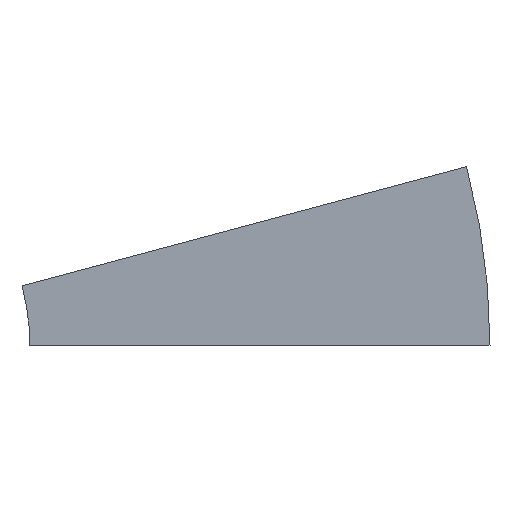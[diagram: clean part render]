
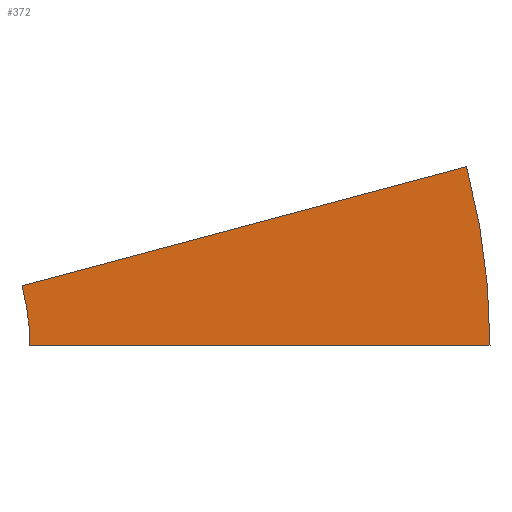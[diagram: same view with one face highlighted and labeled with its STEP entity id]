
A CAD part, top view. The second image highlights one B-rep face of the part: STEP entity #372.
In plain terms, the highlighted planar face has unit normal (0, 0, 1).
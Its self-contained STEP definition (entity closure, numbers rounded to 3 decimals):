
#46 = VERTEX_POINT('',#47);
#47 = CARTESIAN_POINT('',(0.05,0.,0.01));
#54 = PLANE('',#55);
#55 = AXIS2_PLACEMENT_3D('',#56,#57,#58);
#56 = CARTESIAN_POINT('',(0.05,0.,0.));
#57 = DIRECTION('',(0.,1.,0.));
#58 = DIRECTION('',(1.,0.,0.));
#66 = CYLINDRICAL_SURFACE('',#67,0.05);
#67 = AXIS2_PLACEMENT_3D('',#68,#69,#70);
#68 = CARTESIAN_POINT('',(0.,0.,0.));
#69 = DIRECTION('',(0.,-0.,-1.));
#70 = DIRECTION('',(1.,0.,-0.));
#78 = EDGE_CURVE('',#46,#79,#81,.T.);
#79 = VERTEX_POINT('',#80);
#80 = CARTESIAN_POINT('',(0.15,0.,0.01));
#81 = SURFACE_CURVE('',#82,(#86,#93),.PCURVE_S1.);
#82 = LINE('',#83,#84);
#83 = CARTESIAN_POINT('',(0.05,0.,0.01));
#84 = VECTOR('',#85,1.);
#85 = DIRECTION('',(1.,0.,0.));
#86 = PCURVE('',#54,#87);
#87 = DEFINITIONAL_REPRESENTATION('',(#88),#92);
#88 = LINE('',#89,#90);
#89 = CARTESIAN_POINT('',(0.,-0.01));
#90 = VECTOR('',#91,1.);
#91 = DIRECTION('',(1.,0.));
#92 = ( GEOMETRIC_REPRESENTATION_CONTEXT(2) 
PARAMETRIC_REPRESENTATION_CONTEXT() REPRESENTATION_CONTEXT('2D SPACE',''
  ) );
#93 = PCURVE('',#94,#99);
#94 = PLANE('',#95);
#95 = AXIS2_PLACEMENT_3D('',#96,#97,#98);
#96 = CARTESIAN_POINT('',(0.104,0.014,0.01));
#97 = DIRECTION('',(0.,0.,1.));
#98 = DIRECTION('',(1.,0.,-0.));
#99 = DEFINITIONAL_REPRESENTATION('',(#100),#104);
#100 = LINE('',#101,#102);
#101 = CARTESIAN_POINT('',(-0.054,-0.014));
#102 = VECTOR('',#103,1.);
#103 = DIRECTION('',(1.,0.));
#104 = ( GEOMETRIC_REPRESENTATION_CONTEXT(2) 
PARAMETRIC_REPRESENTATION_CONTEXT() REPRESENTATION_CONTEXT('2D SPACE',''
  ) );
#122 = CYLINDRICAL_SURFACE('',#123,0.15);
#123 = AXIS2_PLACEMENT_3D('',#124,#125,#126);
#124 = CARTESIAN_POINT('',(0.,0.,0.));
#125 = DIRECTION('',(-0.,0.,-1.));
#126 = DIRECTION('',(-1.,0.,0.));
#164 = EDGE_CURVE('',#79,#165,#167,.T.);
#165 = VERTEX_POINT('',#166);
#166 = CARTESIAN_POINT('',(0.145,0.039,0.01));
#167 = SURFACE_CURVE('',#168,(#173,#180),.PCURVE_S1.);
#168 = CIRCLE('',#169,0.15);
#169 = AXIS2_PLACEMENT_3D('',#170,#171,#172);
#170 = CARTESIAN_POINT('',(0.,0.,0.01));
#171 = DIRECTION('',(0.,-0.,1.));
#172 = DIRECTION('',(-1.,0.,0.));
#173 = PCURVE('',#122,#174);
#174 = DEFINITIONAL_REPRESENTATION('',(#175),#179);
#175 = LINE('',#176,#177);
#176 = CARTESIAN_POINT('',(-0.,-0.01));
#177 = VECTOR('',#178,1.);
#178 = DIRECTION('',(-1.,0.));
#179 = ( GEOMETRIC_REPRESENTATION_CONTEXT(2) 
PARAMETRIC_REPRESENTATION_CONTEXT() REPRESENTATION_CONTEXT('2D SPACE',''
  ) );
#180 = PCURVE('',#94,#181);
#181 = DEFINITIONAL_REPRESENTATION('',(#182),#186);
#182 = CIRCLE('',#183,0.15);
#183 = AXIS2_PLACEMENT_2D('',#184,#185);
#184 = CARTESIAN_POINT('',(-0.104,-0.014));
#185 = DIRECTION('',(-1.,0.));
#186 = ( GEOMETRIC_REPRESENTATION_CONTEXT(2) 
PARAMETRIC_REPRESENTATION_CONTEXT() REPRESENTATION_CONTEXT('2D SPACE',''
  ) );
#204 = PLANE('',#205);
#205 = AXIS2_PLACEMENT_3D('',#206,#207,#208);
#206 = CARTESIAN_POINT('',(0.145,0.039,0.));
#207 = DIRECTION('',(0.259,-0.966,0.));
#208 = DIRECTION('',(-0.966,-0.259,0.));
#242 = EDGE_CURVE('',#165,#243,#245,.T.);
#243 = VERTEX_POINT('',#244);
#244 = CARTESIAN_POINT('',(0.048,0.013,0.01)
  );
#245 = SURFACE_CURVE('',#246,(#250,#257),.PCURVE_S1.);
#246 = LINE('',#247,#248);
#247 = CARTESIAN_POINT('',(0.145,0.039,0.01));
#248 = VECTOR('',#249,1.);
#249 = DIRECTION('',(-0.966,-0.259,0.));
#250 = PCURVE('',#204,#251);
#251 = DEFINITIONAL_REPRESENTATION('',(#252),#256);
#252 = LINE('',#253,#254);
#253 = CARTESIAN_POINT('',(0.,-0.01));
#254 = VECTOR('',#255,1.);
#255 = DIRECTION('',(1.,0.));
#256 = ( GEOMETRIC_REPRESENTATION_CONTEXT(2) 
PARAMETRIC_REPRESENTATION_CONTEXT() REPRESENTATION_CONTEXT('2D SPACE',''
  ) );
#257 = PCURVE('',#94,#258);
#258 = DEFINITIONAL_REPRESENTATION('',(#259),#263);
#259 = LINE('',#260,#261);
#260 = CARTESIAN_POINT('',(0.041,0.025));
#261 = VECTOR('',#262,1.);
#262 = DIRECTION('',(-0.966,-0.259));
#263 = ( GEOMETRIC_REPRESENTATION_CONTEXT(2) 
PARAMETRIC_REPRESENTATION_CONTEXT() REPRESENTATION_CONTEXT('2D SPACE',''
  ) );
#313 = EDGE_CURVE('',#243,#46,#314,.T.);
#314 = SURFACE_CURVE('',#315,(#320,#327),.PCURVE_S1.);
#315 = CIRCLE('',#316,0.05);
#316 = AXIS2_PLACEMENT_3D('',#317,#318,#319);
#317 = CARTESIAN_POINT('',(0.,0.,0.01));
#318 = DIRECTION('',(0.,-0.,-1.));
#319 = DIRECTION('',(1.,0.,-0.));
#320 = PCURVE('',#66,#321);
#321 = DEFINITIONAL_REPRESENTATION('',(#322),#326);
#322 = LINE('',#323,#324);
#323 = CARTESIAN_POINT('',(0.,-0.01));
#324 = VECTOR('',#325,1.);
#325 = DIRECTION('',(1.,0.));
#326 = ( GEOMETRIC_REPRESENTATION_CONTEXT(2) 
PARAMETRIC_REPRESENTATION_CONTEXT() REPRESENTATION_CONTEXT('2D SPACE',''
  ) );
#327 = PCURVE('',#94,#328);
#328 = DEFINITIONAL_REPRESENTATION('',(#329),#337);
#329 = ( BOUNDED_CURVE() B_SPLINE_CURVE(2,(#330,#331,#332,#333,#334,#335
,#336),.UNSPECIFIED.,.T.,.F.) B_SPLINE_CURVE_WITH_KNOTS((1,2,2,2,2,1),(
    -2.094,0.,2.094,4.189,6.283,
8.378),.UNSPECIFIED.) CURVE() GEOMETRIC_REPRESENTATION_ITEM() 
RATIONAL_B_SPLINE_CURVE((1.,0.5,1.,0.5,1.,0.5,1.)) REPRESENTATION_ITEM(
  '') );
#330 = CARTESIAN_POINT('',(-0.054,-0.014));
#331 = CARTESIAN_POINT('',(-0.054,-0.1));
#332 = CARTESIAN_POINT('',(-0.129,-0.057));
#333 = CARTESIAN_POINT('',(-0.204,-0.014));
#334 = CARTESIAN_POINT('',(-0.129,0.03));
#335 = CARTESIAN_POINT('',(-0.054,0.073));
#336 = CARTESIAN_POINT('',(-0.054,-0.014));
#337 = ( GEOMETRIC_REPRESENTATION_CONTEXT(2) 
PARAMETRIC_REPRESENTATION_CONTEXT() REPRESENTATION_CONTEXT('2D SPACE',''
  ) );
#372 = ADVANCED_FACE('',(#373),#94,.T.);
#373 = FACE_BOUND('',#374,.T.);
#374 = EDGE_LOOP('',(#375,#376,#377,#378));
#375 = ORIENTED_EDGE('',*,*,#78,.T.);
#376 = ORIENTED_EDGE('',*,*,#164,.T.);
#377 = ORIENTED_EDGE('',*,*,#242,.T.);
#378 = ORIENTED_EDGE('',*,*,#313,.T.);
